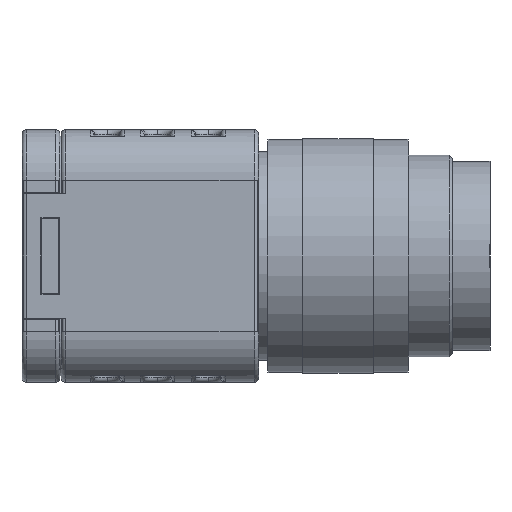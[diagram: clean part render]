
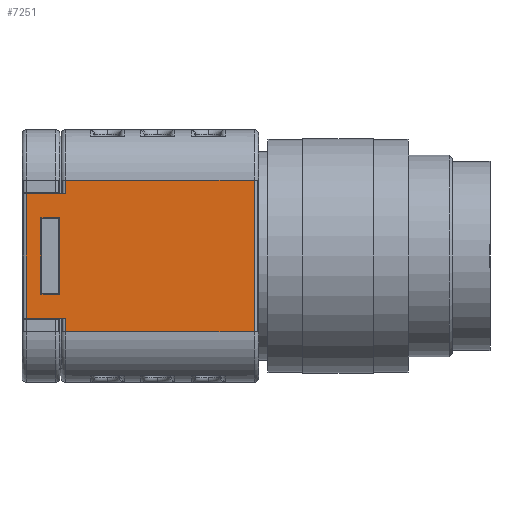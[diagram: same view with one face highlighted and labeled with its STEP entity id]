
A CAD part, left-side view. The second image highlights one B-rep face of the part: STEP entity #7251.
In plain terms, the highlighted planar face has unit normal (-1, 0, 0).
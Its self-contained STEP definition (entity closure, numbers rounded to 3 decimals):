
#1051=CARTESIAN_POINT('',(-10.0,0.35,6.0));
#1052=VERTEX_POINT('',#1051);
#1060=CARTESIAN_POINT('',(-10.0,0.35,-6.0));
#1061=VERTEX_POINT('',#1060);
#1062=CARTESIAN_POINT('',(-10.0,0.35,6.0));
#1063=DIRECTION('',(0.0,0.0,-1.0));
#1064=VECTOR('',#1063,12.0);
#1065=LINE('',#1062,#1064);
#1066=EDGE_CURVE('',#1052,#1061,#1065,.T.);
#2175=CARTESIAN_POINT('',(-10.0,18.4,-4.95));
#2176=VERTEX_POINT('',#2175);
#2184=CARTESIAN_POINT('',(-10.0,18.4,4.95));
#2185=VERTEX_POINT('',#2184);
#2186=CARTESIAN_POINT('',(-10.0,18.4,-4.95));
#2187=DIRECTION('',(0.0,0.0,1.0));
#2188=VECTOR('',#2187,9.9);
#2189=LINE('',#2186,#2188);
#2190=EDGE_CURVE('',#2176,#2185,#2189,.T.);
#3589=CARTESIAN_POINT('',(-10.0,15.3,4.95));
#3590=VERTEX_POINT('',#3589);
#3591=CARTESIAN_POINT('',(-10.0,18.4,4.95));
#3592=DIRECTION('',(0.0,-1.0,0.0));
#3593=VECTOR('',#3592,3.1);
#3594=LINE('',#3591,#3593);
#3595=EDGE_CURVE('',#2185,#3590,#3594,.T.);
#4012=CARTESIAN_POINT('',(-10.0,15.3,6.0));
#4013=VERTEX_POINT('',#4012);
#4021=CARTESIAN_POINT('',(-10.0,0.35,6.0));
#4022=DIRECTION('',(0.0,1.0,0.0));
#4023=VECTOR('',#4022,14.95);
#4024=LINE('',#4021,#4023);
#4025=EDGE_CURVE('',#1052,#4013,#4024,.T.);
#4833=CARTESIAN_POINT('',(-10.0,15.3,-6.0));
#4834=VERTEX_POINT('',#4833);
#4835=CARTESIAN_POINT('',(-10.0,0.35,-6.0));
#4836=DIRECTION('',(0.0,1.0,0.0));
#4837=VECTOR('',#4836,14.95);
#4838=LINE('',#4835,#4837);
#4839=EDGE_CURVE('',#1061,#4834,#4838,.T.);
#5939=CARTESIAN_POINT('',(-10.0,15.3,4.95));
#5940=DIRECTION('',(0.0,0.0,1.0));
#5941=VECTOR('',#5940,1.05);
#5942=LINE('',#5939,#5941);
#5943=EDGE_CURVE('',#3590,#4013,#5942,.T.);
#5956=CARTESIAN_POINT('',(-10.0,15.3,-4.95));
#5957=VERTEX_POINT('',#5956);
#5958=CARTESIAN_POINT('',(-10.0,15.3,-6.0));
#5959=DIRECTION('',(0.0,0.0,1.0));
#5960=VECTOR('',#5959,1.05);
#5961=LINE('',#5958,#5960);
#5962=EDGE_CURVE('',#4834,#5957,#5961,.T.);
#7062=CARTESIAN_POINT('',(-10.0,15.3,-4.95));
#7063=DIRECTION('',(0.0,1.0,0.0));
#7064=VECTOR('',#7063,3.1);
#7065=LINE('',#7062,#7064);
#7066=EDGE_CURVE('',#5957,#2176,#7065,.T.);
#7087=CARTESIAN_POINT('',(-10.0,15.75,3.05));
#7088=VERTEX_POINT('',#7087);
#7095=CARTESIAN_POINT('',(-10.0,17.25,3.05));
#7096=VERTEX_POINT('',#7095);
#7097=CARTESIAN_POINT('',(-10.0,17.25,3.05));
#7098=DIRECTION('',(0.0,-1.0,0.0));
#7099=VECTOR('',#7098,1.5);
#7100=LINE('',#7097,#7099);
#7101=EDGE_CURVE('',#7096,#7088,#7100,.T.);
#7126=CARTESIAN_POINT('',(-10.0,17.25,-3.05));
#7127=VERTEX_POINT('',#7126);
#7128=CARTESIAN_POINT('',(-10.0,17.25,-3.05));
#7129=DIRECTION('',(0.0,0.0,1.0));
#7130=VECTOR('',#7129,6.1);
#7131=LINE('',#7128,#7130);
#7132=EDGE_CURVE('',#7127,#7096,#7131,.T.);
#7157=CARTESIAN_POINT('',(-10.0,15.75,-3.05));
#7158=VERTEX_POINT('',#7157);
#7159=CARTESIAN_POINT('',(-10.0,15.75,-3.05));
#7160=DIRECTION('',(0.0,1.0,0.0));
#7161=VECTOR('',#7160,1.5);
#7162=LINE('',#7159,#7161);
#7163=EDGE_CURVE('',#7158,#7127,#7162,.T.);
#7225=CARTESIAN_POINT('',(-10.0,0.0,6.0));
#7226=DIRECTION('',(-1.0,0.0,0.0));
#7227=DIRECTION('',(0.0,0.0,1.0));
#7228=AXIS2_PLACEMENT_3D('',#7225,#7226,#7227);
#7229=PLANE('',#7228);
#7230=ORIENTED_EDGE('',*,*,#2190,.F.);
#7231=ORIENTED_EDGE('',*,*,#7066,.F.);
#7232=ORIENTED_EDGE('',*,*,#5962,.F.);
#7233=ORIENTED_EDGE('',*,*,#4839,.F.);
#7234=ORIENTED_EDGE('',*,*,#1066,.F.);
#7235=ORIENTED_EDGE('',*,*,#4025,.T.);
#7236=ORIENTED_EDGE('',*,*,#5943,.F.);
#7237=ORIENTED_EDGE('',*,*,#3595,.F.);
#7238=EDGE_LOOP('',(#7230,#7231,#7232,#7233,#7234,#7235,#7236,#7237));
#7239=FACE_OUTER_BOUND('',#7238,.T.);
#7240=CARTESIAN_POINT('',(-10.0,15.75,3.05));
#7241=DIRECTION('',(0.0,0.0,-1.0));
#7242=VECTOR('',#7241,6.1);
#7243=LINE('',#7240,#7242);
#7244=EDGE_CURVE('',#7088,#7158,#7243,.T.);
#7245=ORIENTED_EDGE('',*,*,#7244,.T.);
#7246=ORIENTED_EDGE('',*,*,#7163,.T.);
#7247=ORIENTED_EDGE('',*,*,#7132,.T.);
#7248=ORIENTED_EDGE('',*,*,#7101,.T.);
#7249=EDGE_LOOP('',(#7245,#7246,#7247,#7248));
#7250=FACE_BOUND('',#7249,.T.);
#7251=ADVANCED_FACE('',(#7239,#7250),#7229,.T.);
